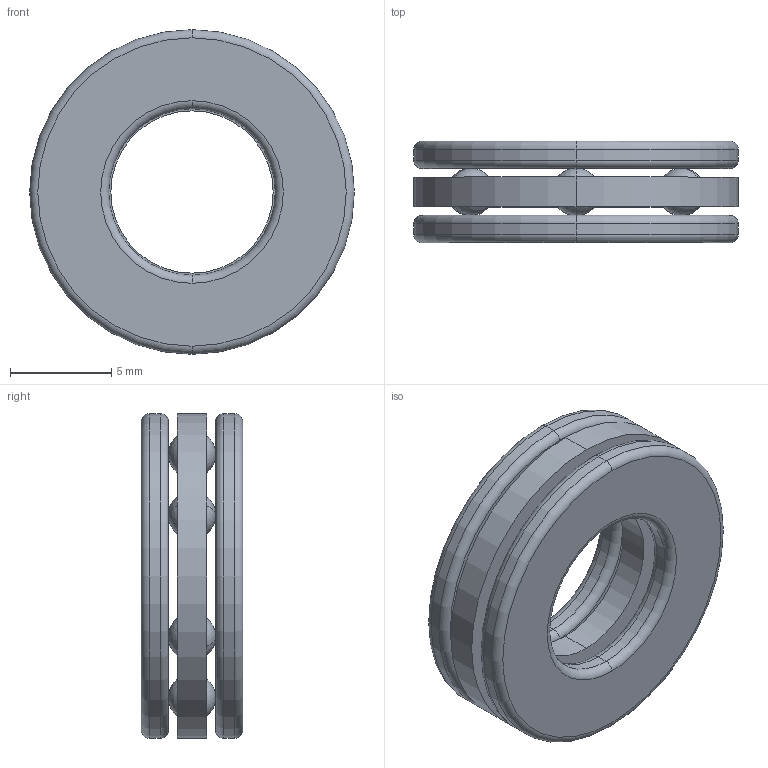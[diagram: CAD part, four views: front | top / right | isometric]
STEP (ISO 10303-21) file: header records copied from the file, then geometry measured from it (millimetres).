
FILE_DESCRIPTION (( 'STEP AP214' ), '1' );
FILE_NAME ('WCP-0040 Rev1.step', '2023-12-22T04:09:58', ( '' ), ( '' ), 'SwSTEP 2.0', 'SolidWorks 2022', '' );
FILE_SCHEMA (( 'AUTOMOTIVE_DESIGN' ));
Length unit declared in the file: millimetre
Products named in the file (1): WCP-0040 Rev1
Bounding box: 16 x 5 x 16 mm (x, y, z)
Volume: 618.1 mm3; surface area: 1296.3 mm2
Topology: 9 solids, 9 shells, 58 faces, 176 edges, 112 vertices
Faces by surface type: sphere 24, torus 16, cylinder 12, plane 6
Entity records: 1714 total; most frequent: DIRECTION 338, CARTESIAN_POINT 251, ORIENTED_EDGE 232, AXIS2_PLACEMENT_3D 163, EDGE_CURVE 116, CIRCLE 104, VERTEX_POINT 76, EDGE_LOOP 76
